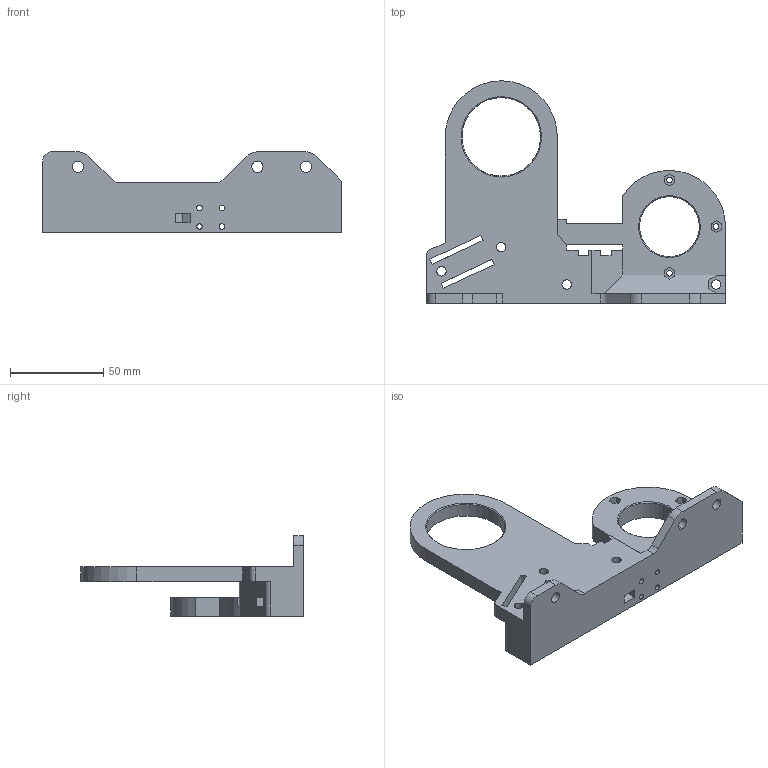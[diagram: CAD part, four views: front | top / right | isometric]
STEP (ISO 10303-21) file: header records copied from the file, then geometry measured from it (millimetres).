
FILE_DESCRIPTION((''),'2;1');
FILE_NAME('OBMP-BTP-1620','2023-10-11T20:58:26',('ccha425'),('Department of Mechanical Engineering, The University of Auckland'),'CREO PARAMETRIC BY PTC INC, 2017260','CREO PARAMETRIC BY PTC INC, 2017260','');
FILE_SCHEMA(('CONFIG_CONTROL_DESIGN'));
Length unit declared in the file: millimetre
Products named in the file (1): OBMP-BTP-1620
Bounding box: 160 x 119 x 43 mm (x, y, z)
Volume: 146625.1 mm3; surface area: 42050.8 mm2
Topology: 1 solids, 1 shells, 149 faces, 425 edges, 280 vertices
Faces by surface type: plane 92, cylinder 53, cone 4
Entity records: 4984 total; most frequent: CARTESIAN_POINT 857, ORIENTED_EDGE 850, DIRECTION 832, EDGE_CURVE 425, VECTOR 314, LINE 314, VERTEX_POINT 280, AXIS2_PLACEMENT_3D 259
